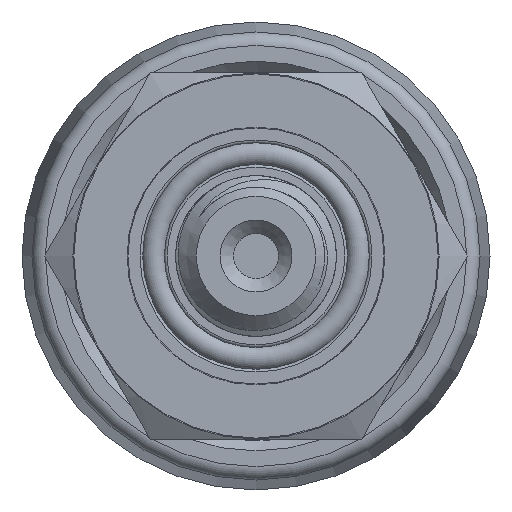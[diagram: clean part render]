
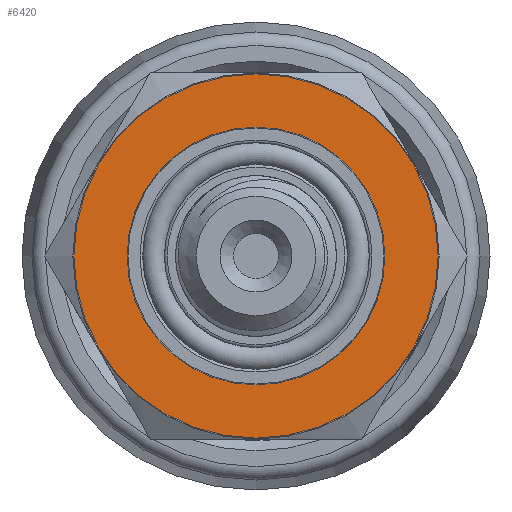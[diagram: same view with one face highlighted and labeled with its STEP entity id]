
A CAD part, left-side view. The second image highlights one B-rep face of the part: STEP entity #6420.
In plain terms, the highlighted planar face has unit normal (-1, 0, 0).
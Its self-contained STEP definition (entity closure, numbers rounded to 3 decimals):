
#86=PLANE('',#6733);
#153=FACE_BOUND('',#1546,.T.);
#1159=FACE_OUTER_BOUND('',#1545,.T.);
#1545=EDGE_LOOP('',(#5915));
#1546=EDGE_LOOP('',(#5916));
#1715=CIRCLE('',#6734,13.425);
#1716=CIRCLE('',#6735,9.5);
#3104=VERTEX_POINT('',#22372);
#3105=VERTEX_POINT('',#22374);
#4055=EDGE_CURVE('',#3104,#3104,#1715,.T.);
#4056=EDGE_CURVE('',#3105,#3105,#1716,.T.);
#5915=ORIENTED_EDGE('',*,*,#4055,.F.);
#5916=ORIENTED_EDGE('',*,*,#4056,.T.);
#6420=ADVANCED_FACE('',(#1159,#153),#86,.F.);
#6733=AXIS2_PLACEMENT_3D('',#22371,#7681,#7682);
#6734=AXIS2_PLACEMENT_3D('',#22373,#7683,#7684);
#6735=AXIS2_PLACEMENT_3D('',#22375,#7685,#7686);
#7681=DIRECTION('center_axis',(1.,0.,0.));
#7682=DIRECTION('ref_axis',(0.,0.,-1.));
#7683=DIRECTION('center_axis',(1.,0.,0.));
#7684=DIRECTION('ref_axis',(0.,1.,0.));
#7685=DIRECTION('center_axis',(1.,0.,0.));
#7686=DIRECTION('ref_axis',(0.,0.,-1.));
#22371=CARTESIAN_POINT('Origin',(-48.,9.5,0.));
#22372=CARTESIAN_POINT('',(-48.,-13.425,0.));
#22373=CARTESIAN_POINT('Origin',(-48.,0.,0.));
#22374=CARTESIAN_POINT('',(-48.,-9.5,0.));
#22375=CARTESIAN_POINT('Origin',(-48.,0.,0.));
